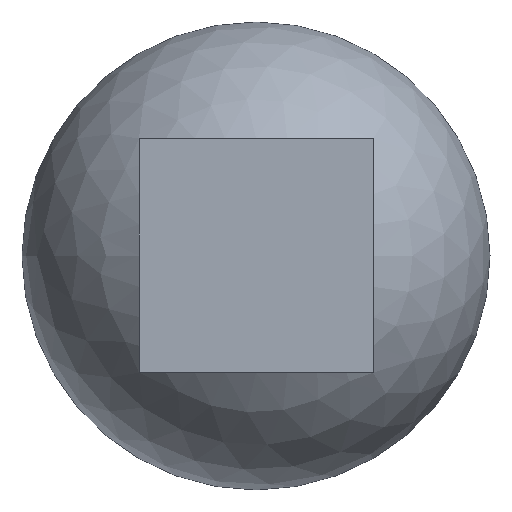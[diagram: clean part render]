
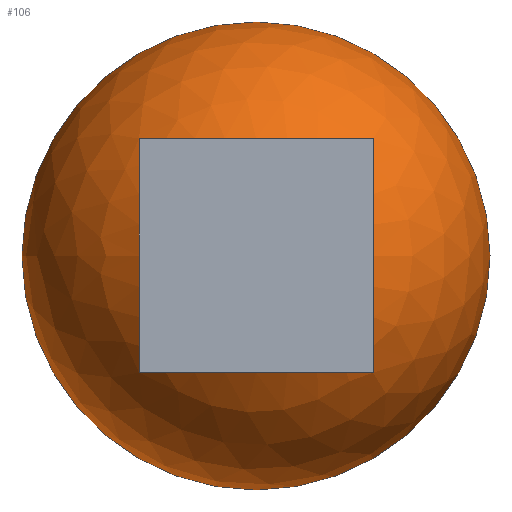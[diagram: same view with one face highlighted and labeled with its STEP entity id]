
A CAD part, top view. The second image highlights one B-rep face of the part: STEP entity #106.
In plain terms, the highlighted spherical face has radius 20 mm.
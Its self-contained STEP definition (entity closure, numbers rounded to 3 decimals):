
#1 = DIRECTION ( 'NONE',  ( -1., 0., 0. ) ) ;
#2 = DIRECTION ( 'NONE',  ( 0., 0., -1. ) ) ;
#3 = DIRECTION ( 'NONE',  ( 0., 0., -1. ) ) ;
#5 = ORIENTED_EDGE ( 'NONE', *, *, #224, .T. ) ;
#6 = DIRECTION ( 'NONE',  ( 0., 1., 0. ) ) ;
#8 = CARTESIAN_POINT ( 'NONE',  ( 0., 0., 0. ) ) ;
#9 = EDGE_CURVE ( 'NONE', #218, #12, #154, .T. ) ;
#10 = CARTESIAN_POINT ( 'NONE',  ( 0., 10., 0. ) ) ;
#12 = VERTEX_POINT ( 'NONE', #127 ) ;
#14 = VERTEX_POINT ( 'NONE', #171 ) ;
#20 = DIRECTION ( 'NONE',  ( 0., 0., 1. ) ) ;
#21 = ORIENTED_EDGE ( 'NONE', *, *, #98, .T. ) ;
#23 = FACE_BOUND ( 'NONE', #221, .T. ) ;
#30 = CIRCLE ( 'NONE', #80, 20. ) ;
#40 = DIRECTION ( 'NONE',  ( 1., 0., 0. ) ) ;
#43 = CARTESIAN_POINT ( 'NONE',  ( 0., 0., 0. ) ) ;
#48 = DIRECTION ( 'NONE',  ( -1., 0., 0. ) ) ;
#50 = VERTEX_POINT ( 'NONE', #128 ) ;
#52 = SPHERICAL_SURFACE ( 'NONE', #158, 20. ) ;
#57 = CARTESIAN_POINT ( 'NONE',  ( 0., 20., 0. ) ) ;
#58 = FACE_OUTER_BOUND ( 'NONE', #114, .T. ) ;
#61 = DIRECTION ( 'NONE',  ( 0., 0., 1. ) ) ;
#65 = CARTESIAN_POINT ( 'NONE',  ( -10., 0., 0. ) ) ;
#70 = CIRCLE ( 'NONE', #203, 17.321 ) ;
#71 = ORIENTED_EDGE ( 'NONE', *, *, #109, .T. ) ;
#74 = CIRCLE ( 'NONE', #120, 17.321 ) ;
#79 = CIRCLE ( 'NONE', #87, 20. ) ;
#80 = AXIS2_PLACEMENT_3D ( 'NONE', #43, #20, #40 ) ;
#83 = CIRCLE ( 'NONE', #90, 17.321 ) ;
#87 = AXIS2_PLACEMENT_3D ( 'NONE', #201, #164, #163 ) ;
#88 = ORIENTED_EDGE ( 'NONE', *, *, #9, .T. ) ;
#90 = AXIS2_PLACEMENT_3D ( 'NONE', #10, #6, #2 ) ;
#95 = ORIENTED_EDGE ( 'NONE', *, *, #153, .F. ) ;
#98 = EDGE_CURVE ( 'NONE', #204, #50, #30, .T. ) ;
#99 = DIRECTION ( 'NONE',  ( 0., -1., 0. ) ) ;
#102 = AXIS2_PLACEMENT_3D ( 'NONE', #65, #48, #232 ) ;
#105 = CARTESIAN_POINT ( 'NONE',  ( 0., -10., 0. ) ) ;
#106 = ADVANCED_FACE ( 'NONE', ( #58, #23 ), #52, .T. ) ;
#109 = EDGE_CURVE ( 'NONE', #165, #218, #70, .T. ) ;
#114 = EDGE_LOOP ( 'NONE', ( #95, #21 ) ) ;
#120 = AXIS2_PLACEMENT_3D ( 'NONE', #144, #142, #141 ) ;
#127 = CARTESIAN_POINT ( 'NONE',  ( -10., 10., 14.142 ) ) ;
#128 = CARTESIAN_POINT ( 'NONE',  ( 0., -20., 0. ) ) ;
#141 = DIRECTION ( 'NONE',  ( 0., 0., 1. ) ) ;
#142 = DIRECTION ( 'NONE',  ( 1., 0., 0. ) ) ;
#144 = CARTESIAN_POINT ( 'NONE',  ( 10., 0., 0. ) ) ;
#151 = CARTESIAN_POINT ( 'NONE',  ( 10., -10., 14.142 ) ) ;
#153 = EDGE_CURVE ( 'NONE', #204, #50, #79, .T. ) ;
#154 = CIRCLE ( 'NONE', #102, 17.321 ) ;
#158 = AXIS2_PLACEMENT_3D ( 'NONE', #8, #3, #1 ) ;
#163 = DIRECTION ( 'NONE',  ( -1., 0., 0. ) ) ;
#164 = DIRECTION ( 'NONE',  ( 0., 0., -1. ) ) ;
#165 = VERTEX_POINT ( 'NONE', #151 ) ;
#166 = EDGE_CURVE ( 'NONE', #14, #165, #74, .T. ) ;
#171 = CARTESIAN_POINT ( 'NONE',  ( 10., 10., 14.142 ) ) ;
#198 = CARTESIAN_POINT ( 'NONE',  ( -10., -10., 14.142 ) ) ;
#201 = CARTESIAN_POINT ( 'NONE',  ( 0., 0., 0. ) ) ;
#203 = AXIS2_PLACEMENT_3D ( 'NONE', #105, #99, #61 ) ;
#204 = VERTEX_POINT ( 'NONE', #57 ) ;
#218 = VERTEX_POINT ( 'NONE', #198 ) ;
#221 = EDGE_LOOP ( 'NONE', ( #5, #222, #71, #88 ) ) ;
#222 = ORIENTED_EDGE ( 'NONE', *, *, #166, .T. ) ;
#224 = EDGE_CURVE ( 'NONE', #12, #14, #83, .T. ) ;
#232 = DIRECTION ( 'NONE',  ( 0., 0., -1. ) ) ;
